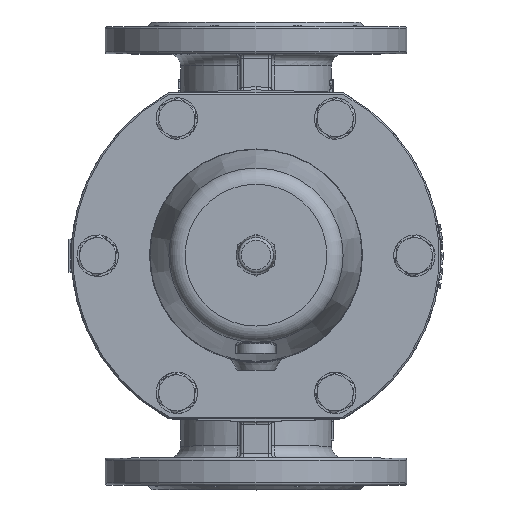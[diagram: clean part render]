
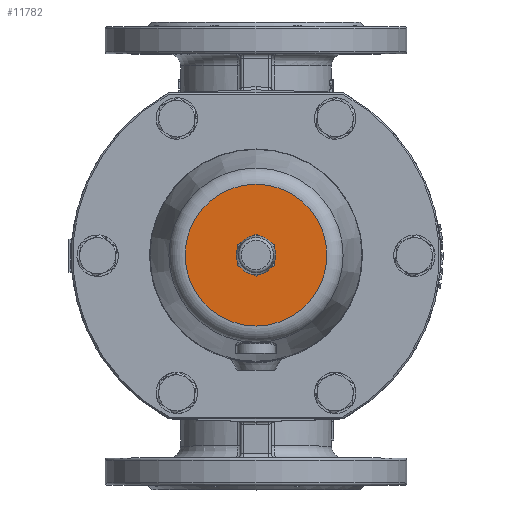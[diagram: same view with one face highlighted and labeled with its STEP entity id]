
A CAD part, top view. The second image highlights one B-rep face of the part: STEP entity #11782.
In plain terms, the highlighted planar face has unit normal (0, 0, 1).
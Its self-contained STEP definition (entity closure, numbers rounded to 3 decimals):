
#1049=FACE_BOUND('',#2321,.T.);
#1212=PLANE('',#12758);
#1582=FACE_OUTER_BOUND('',#2320,.T.);
#2320=EDGE_LOOP('',(#8652));
#2321=EDGE_LOOP('',(#8653,#8654,#8655,#8656,#8657,#8658,#8659,#8660,#8661,
#8662,#8663,#8664));
#3144=CIRCLE('',#12709,12.866);
#3145=CIRCLE('',#12712,12.866);
#3146=CIRCLE('',#12715,12.866);
#3147=CIRCLE('',#12717,12.866);
#3148=CIRCLE('',#12719,12.866);
#3149=CIRCLE('',#12721,12.866);
#3162=CIRCLE('',#12759,46.979);
#3555=LINE('',#17034,#4205);
#3558=LINE('',#17061,#4208);
#3560=LINE('',#17082,#4210);
#3562=LINE('',#17156,#4212);
#3564=LINE('',#17159,#4214);
#3566=LINE('',#17162,#4216);
#4205=VECTOR('',#14234,10.);
#4208=VECTOR('',#14243,10.);
#4210=VECTOR('',#14251,10.);
#4212=VECTOR('',#14283,10.);
#4214=VECTOR('',#14287,10.);
#4216=VECTOR('',#14291,10.);
#5002=VERTEX_POINT('',#17032);
#5003=VERTEX_POINT('',#17033);
#5008=VERTEX_POINT('',#17054);
#5009=VERTEX_POINT('',#17060);
#5012=VERTEX_POINT('',#17075);
#5013=VERTEX_POINT('',#17081);
#5016=VERTEX_POINT('',#17096);
#5017=VERTEX_POINT('',#17102);
#5018=VERTEX_POINT('',#17103);
#5020=VERTEX_POINT('',#17113);
#5021=VERTEX_POINT('',#17114);
#5023=VERTEX_POINT('',#17124);
#5056=VERTEX_POINT('',#17297);
#6321=EDGE_CURVE('',#5002,#5003,#3555,.T.);
#6328=EDGE_CURVE('',#5008,#5002,#3144,.T.);
#6330=EDGE_CURVE('',#5009,#5008,#3558,.T.);
#6335=EDGE_CURVE('',#5012,#5009,#3145,.T.);
#6337=EDGE_CURVE('',#5013,#5012,#3560,.T.);
#6342=EDGE_CURVE('',#5016,#5013,#3146,.T.);
#6344=EDGE_CURVE('',#5017,#5018,#3147,.T.);
#6347=EDGE_CURVE('',#5020,#5021,#3148,.T.);
#6350=EDGE_CURVE('',#5003,#5023,#3149,.T.);
#6358=EDGE_CURVE('',#5018,#5016,#3562,.T.);
#6360=EDGE_CURVE('',#5023,#5020,#3564,.T.);
#6362=EDGE_CURVE('',#5021,#5017,#3566,.T.);
#6406=EDGE_CURVE('',#5056,#5056,#3162,.T.);
#8652=ORIENTED_EDGE('',*,*,#6406,.T.);
#8653=ORIENTED_EDGE('',*,*,#6342,.T.);
#8654=ORIENTED_EDGE('',*,*,#6337,.T.);
#8655=ORIENTED_EDGE('',*,*,#6335,.T.);
#8656=ORIENTED_EDGE('',*,*,#6330,.T.);
#8657=ORIENTED_EDGE('',*,*,#6328,.T.);
#8658=ORIENTED_EDGE('',*,*,#6321,.T.);
#8659=ORIENTED_EDGE('',*,*,#6350,.T.);
#8660=ORIENTED_EDGE('',*,*,#6360,.T.);
#8661=ORIENTED_EDGE('',*,*,#6347,.T.);
#8662=ORIENTED_EDGE('',*,*,#6362,.T.);
#8663=ORIENTED_EDGE('',*,*,#6344,.T.);
#8664=ORIENTED_EDGE('',*,*,#6358,.T.);
#11782=ADVANCED_FACE('',(#1582,#1049),#1212,.T.);
#12709=AXIS2_PLACEMENT_3D('',#17055,#14239,#14240);
#12712=AXIS2_PLACEMENT_3D('',#17076,#14247,#14248);
#12715=AXIS2_PLACEMENT_3D('',#17097,#14255,#14256);
#12717=AXIS2_PLACEMENT_3D('',#17104,#14259,#14260);
#12719=AXIS2_PLACEMENT_3D('',#17115,#14263,#14264);
#12721=AXIS2_PLACEMENT_3D('',#17125,#14267,#14268);
#12758=AXIS2_PLACEMENT_3D('',#17296,#14359,#14360);
#12759=AXIS2_PLACEMENT_3D('',#17298,#14361,#14362);
#14234=DIRECTION('',(0.,1.,0.));
#14239=DIRECTION('center_axis',(0.,0.,
-1.));
#14240=DIRECTION('ref_axis',(-1.,0.,0.));
#14243=DIRECTION('',(-0.866,0.5,0.));
#14247=DIRECTION('center_axis',(0.,0.,
-1.));
#14248=DIRECTION('ref_axis',(-1.,0.,0.));
#14251=DIRECTION('',(-0.866,-0.5,0.));
#14255=DIRECTION('center_axis',(0.,0.,
-1.));
#14256=DIRECTION('ref_axis',(-1.,0.,0.));
#14259=DIRECTION('center_axis',(0.,0.,
-1.));
#14260=DIRECTION('ref_axis',(-1.,0.,0.));
#14263=DIRECTION('center_axis',(0.,0.,
-1.));
#14264=DIRECTION('ref_axis',(-1.,0.,0.));
#14267=DIRECTION('center_axis',(0.,0.,
-1.));
#14268=DIRECTION('ref_axis',(-1.,0.,0.));
#14283=DIRECTION('',(0.,-1.,0.));
#14287=DIRECTION('',(0.866,0.5,0.));
#14291=DIRECTION('',(0.866,-0.5,0.));
#14359=DIRECTION('center_axis',(0.,0.,
1.));
#14360=DIRECTION('ref_axis',(1.,0.,0.));
#14361=DIRECTION('center_axis',(0.,0.,
1.));
#14362=DIRECTION('ref_axis',(0.,-1.,0.));
#17032=CARTESIAN_POINT('',(-11.7,-4.641,325.1));
#17033=CARTESIAN_POINT('',(-11.7,4.641,325.1));
#17034=CARTESIAN_POINT('',(-11.7,-19.709,325.1));
#17054=CARTESIAN_POINT('',(-9.719,-8.072,325.1));
#17055=CARTESIAN_POINT('Origin',(0.3,0.,
325.1));
#17060=CARTESIAN_POINT('',(-1.681,-12.713,325.1));
#17061=CARTESIAN_POINT('',(4.334,-16.186,325.1));
#17075=CARTESIAN_POINT('',(2.281,-12.713,325.1));
#17076=CARTESIAN_POINT('Origin',(0.3,0.,
325.1));
#17081=CARTESIAN_POINT('',(10.319,-8.072,325.1));
#17082=CARTESIAN_POINT('',(2.266,-12.721,325.1));
#17096=CARTESIAN_POINT('',(12.3,-4.641,325.1));
#17097=CARTESIAN_POINT('Origin',(0.3,0.,
325.1));
#17102=CARTESIAN_POINT('',(10.319,8.072,325.1));
#17103=CARTESIAN_POINT('',(12.3,4.641,325.1));
#17104=CARTESIAN_POINT('Origin',(0.3,0.,
325.1));
#17113=CARTESIAN_POINT('',(-1.681,12.713,325.1));
#17114=CARTESIAN_POINT('',(2.281,12.713,325.1));
#17115=CARTESIAN_POINT('Origin',(0.3,0.,
325.1));
#17124=CARTESIAN_POINT('',(-9.719,8.072,325.1));
#17125=CARTESIAN_POINT('Origin',(0.3,0.,
325.1));
#17156=CARTESIAN_POINT('',(12.3,-12.781,325.1));
#17159=CARTESIAN_POINT('',(-15.734,4.599,325.1));
#17162=CARTESIAN_POINT('',(10.334,8.063,325.1));
#17296=CARTESIAN_POINT('Origin',(0.3,-32.489,325.1));
#17297=CARTESIAN_POINT('',(-46.679,0.,325.1));
#17298=CARTESIAN_POINT('Origin',(0.3,0.,
325.1));
